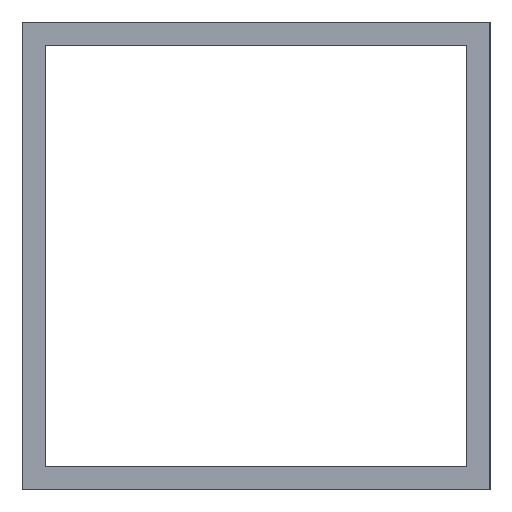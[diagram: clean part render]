
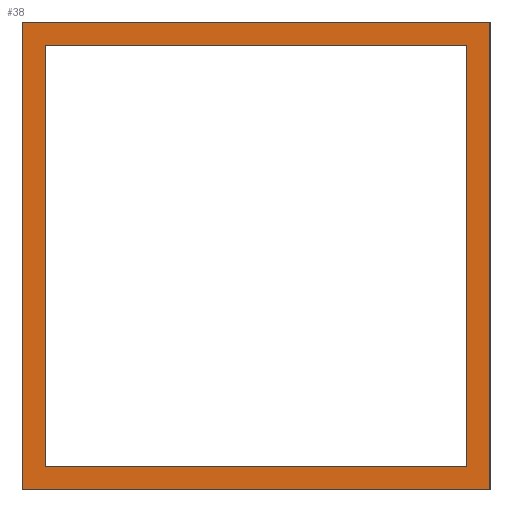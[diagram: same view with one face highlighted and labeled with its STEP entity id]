
A CAD part, left-side view. The second image highlights one B-rep face of the part: STEP entity #38.
In plain terms, the highlighted planar face has unit normal (-1, 0, 0).
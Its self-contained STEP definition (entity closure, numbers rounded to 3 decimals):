
#38 = ADVANCED_FACE( '', ( #77, #78 ), #79, .F. );
#77 = FACE_OUTER_BOUND( '', #116, .T. );
#78 = FACE_BOUND( '', #117, .T. );
#79 = PLANE( '', #118 );
#116 = EDGE_LOOP( '', ( #159, #160, #161, #162 ) );
#117 = EDGE_LOOP( '', ( #163, #164, #165, #166 ) );
#118 = AXIS2_PLACEMENT_3D( '', #167, #168, #169 );
#159 = ORIENTED_EDGE( '', *, *, #241, .F. );
#160 = ORIENTED_EDGE( '', *, *, #242, .F. );
#161 = ORIENTED_EDGE( '', *, *, #231, .F. );
#162 = ORIENTED_EDGE( '', *, *, #243, .F. );
#163 = ORIENTED_EDGE( '', *, *, #244, .T. );
#164 = ORIENTED_EDGE( '', *, *, #245, .T. );
#165 = ORIENTED_EDGE( '', *, *, #246, .T. );
#166 = ORIENTED_EDGE( '', *, *, #236, .T. );
#167 = CARTESIAN_POINT( '', ( 0., 0., 0. ) );
#168 = DIRECTION( '', ( 1., 0., 0. ) );
#169 = DIRECTION( '', ( 0., 0., -1. ) );
#231 = EDGE_CURVE( '', #265, #266, #267, .T. );
#236 = EDGE_CURVE( '', #274, #275, #276, .T. );
#241 = EDGE_CURVE( '', #283, #284, #285, .T. );
#242 = EDGE_CURVE( '', #266, #283, #286, .T. );
#243 = EDGE_CURVE( '', #284, #265, #287, .T. );
#244 = EDGE_CURVE( '', #275, #288, #289, .T. );
#245 = EDGE_CURVE( '', #288, #290, #291, .T. );
#246 = EDGE_CURVE( '', #290, #274, #292, .T. );
#265 = VERTEX_POINT( '', #315 );
#266 = VERTEX_POINT( '', #316 );
#267 = LINE( '', #317, #318 );
#274 = VERTEX_POINT( '', #328 );
#275 = VERTEX_POINT( '', #329 );
#276 = LINE( '', #330, #331 );
#283 = VERTEX_POINT( '', #341 );
#284 = VERTEX_POINT( '', #342 );
#285 = LINE( '', #343, #344 );
#286 = LINE( '', #345, #346 );
#287 = LINE( '', #347, #348 );
#288 = VERTEX_POINT( '', #349 );
#289 = LINE( '', #350, #351 );
#290 = VERTEX_POINT( '', #352 );
#291 = LINE( '', #353, #354 );
#292 = LINE( '', #355, #356 );
#315 = CARTESIAN_POINT( '', ( 0., -10., -10. ) );
#316 = CARTESIAN_POINT( '', ( 0., 10., -10. ) );
#317 = CARTESIAN_POINT( '', ( 0., -10., -10. ) );
#318 = VECTOR( '', #388, 1000. );
#328 = CARTESIAN_POINT( '', ( 0., 9., -9. ) );
#329 = CARTESIAN_POINT( '', ( 0., 9., 9. ) );
#330 = CARTESIAN_POINT( '', ( 0., 9., -9. ) );
#331 = VECTOR( '', #392, 1000. );
#341 = CARTESIAN_POINT( '', ( 0., 10., 10. ) );
#342 = CARTESIAN_POINT( '', ( 0., -10., 10. ) );
#343 = CARTESIAN_POINT( '', ( 0., 10., 10. ) );
#344 = VECTOR( '', #396, 1000. );
#345 = CARTESIAN_POINT( '', ( 0., 10., -10. ) );
#346 = VECTOR( '', #397, 1000. );
#347 = CARTESIAN_POINT( '', ( 0., -10., 10. ) );
#348 = VECTOR( '', #398, 1000. );
#349 = CARTESIAN_POINT( '', ( 0., -9., 9. ) );
#350 = CARTESIAN_POINT( '', ( 0., 9., 9. ) );
#351 = VECTOR( '', #399, 1000. );
#352 = CARTESIAN_POINT( '', ( 0., -9., -9. ) );
#353 = CARTESIAN_POINT( '', ( 0., -9., 9. ) );
#354 = VECTOR( '', #400, 1000. );
#355 = CARTESIAN_POINT( '', ( 0., -9., -9. ) );
#356 = VECTOR( '', #401, 1000. );
#388 = DIRECTION( '', ( 0., 1., 0. ) );
#392 = DIRECTION( '', ( 0., 0., 1. ) );
#396 = DIRECTION( '', ( 0., -1., 0. ) );
#397 = DIRECTION( '', ( 0., 0., 1. ) );
#398 = DIRECTION( '', ( 0., 0., -1. ) );
#399 = DIRECTION( '', ( 0., -1., 0. ) );
#400 = DIRECTION( '', ( 0., 0., -1. ) );
#401 = DIRECTION( '', ( 0., 1., 0. ) );
